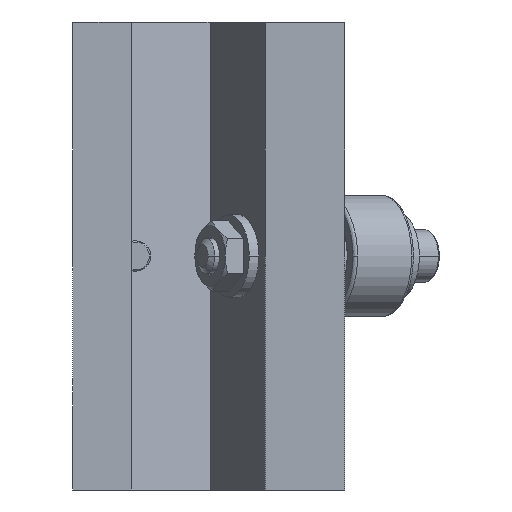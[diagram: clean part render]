
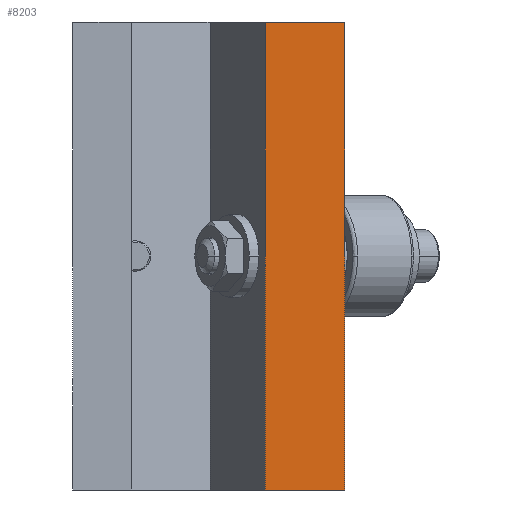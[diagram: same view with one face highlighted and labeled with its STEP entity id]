
A CAD part, left-side view. The second image highlights one B-rep face of the part: STEP entity #8203.
In plain terms, the highlighted planar face has unit normal (-1, 0, 0).
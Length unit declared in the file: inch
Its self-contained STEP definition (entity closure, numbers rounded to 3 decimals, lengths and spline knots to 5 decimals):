
#660 = EDGE_CURVE ( 'NONE', #6079, #1755, #9997, .T. ) ;
#1091 = CARTESIAN_POINT ( 'NONE',  ( -1.75, -0.464, -1.6875 ) ) ;
#1265 = VERTEX_POINT ( 'NONE', #6804 ) ;
#1376 = VECTOR ( 'NONE', #11041, 39.37008 ) ;
#1481 = CARTESIAN_POINT ( 'NONE',  ( -1.75, -0.464, -1.6875 ) ) ;
#1755 = VERTEX_POINT ( 'NONE', #8319 ) ;
#2245 = VECTOR ( 'NONE', #6388, 39.37008 ) ;
#2762 = DIRECTION ( 'NONE',  ( -1., 0., 0. ) ) ;
#2882 = LINE ( 'NONE', #5573, #2245 ) ;
#3689 = EDGE_CURVE ( 'NONE', #1265, #6079, #2882, .T. ) ;
#4253 = VECTOR ( 'NONE', #5138, 39.37008 ) ;
#4593 = EDGE_CURVE ( 'NONE', #7172, #1755, #8447, .T. ) ;
#4608 = CARTESIAN_POINT ( 'NONE',  ( -1.75, 0.111, 1.6875 ) ) ;
#4912 = EDGE_CURVE ( 'NONE', #1265, #7172, #7909, .T. ) ;
#5138 = DIRECTION ( 'NONE',  ( 0., -1., 0. ) ) ;
#5557 = PLANE ( 'NONE',  #8797 ) ;
#5573 = CARTESIAN_POINT ( 'NONE',  ( -1.75, 0.111, -1.6875 ) ) ;
#6079 = VERTEX_POINT ( 'NONE', #4608 ) ;
#6388 = DIRECTION ( 'NONE',  ( 0., 0., 1. ) ) ;
#6804 = CARTESIAN_POINT ( 'NONE',  ( -1.75, 0.111, -1.6875 ) ) ;
#6871 = CARTESIAN_POINT ( 'NONE',  ( -1.75, -0.464, -1.6875 ) ) ;
#6997 = ORIENTED_EDGE ( 'NONE', *, *, #4912, .T. ) ;
#7172 = VERTEX_POINT ( 'NONE', #8960 ) ;
#7909 = LINE ( 'NONE', #6871, #4253 ) ;
#7941 = ORIENTED_EDGE ( 'NONE', *, *, #660, .F. ) ;
#8203 = ADVANCED_FACE ( 'NONE', ( #10824 ), #5557, .T. ) ;
#8213 = EDGE_LOOP ( 'NONE', ( #7941, #10717, #6997, #10590 ) ) ;
#8319 = CARTESIAN_POINT ( 'NONE',  ( -1.75, -0.464, 1.6875 ) ) ;
#8447 = LINE ( 'NONE', #1481, #10197 ) ;
#8797 = AXIS2_PLACEMENT_3D ( 'NONE', #1091, #2762, #10709 ) ;
#8845 = DIRECTION ( 'NONE',  ( 0., 0., 1. ) ) ;
#8960 = CARTESIAN_POINT ( 'NONE',  ( -1.75, -0.464, -1.6875 ) ) ;
#9291 = CARTESIAN_POINT ( 'NONE',  ( -1.75, -0.464, 1.6875 ) ) ;
#9997 = LINE ( 'NONE', #9291, #1376 ) ;
#10197 = VECTOR ( 'NONE', #8845, 39.37008 ) ;
#10590 = ORIENTED_EDGE ( 'NONE', *, *, #4593, .T. ) ;
#10709 = DIRECTION ( 'NONE',  ( 0., 0., 1. ) ) ;
#10717 = ORIENTED_EDGE ( 'NONE', *, *, #3689, .F. ) ;
#10824 = FACE_OUTER_BOUND ( 'NONE', #8213, .T. ) ;
#11041 = DIRECTION ( 'NONE',  ( 0., -1., 0. ) ) ;
